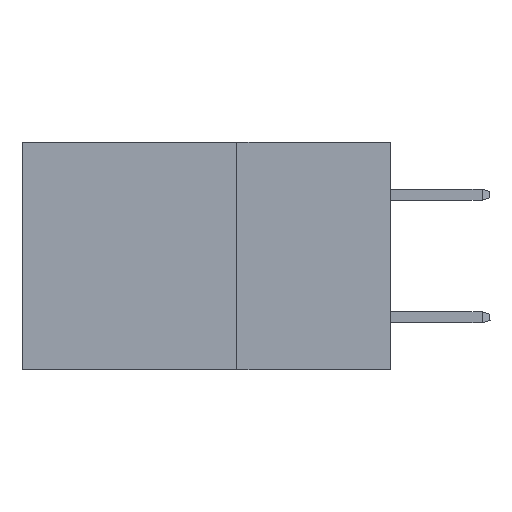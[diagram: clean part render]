
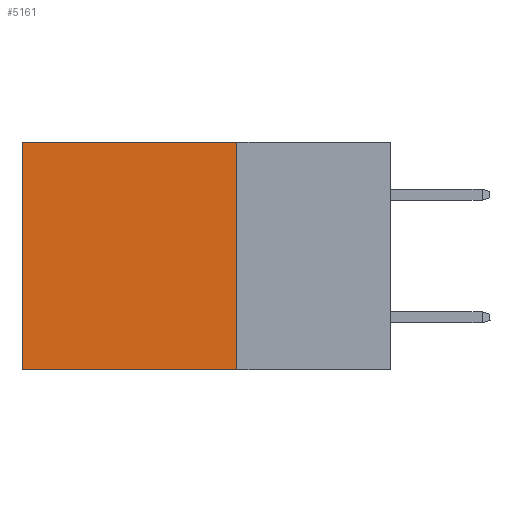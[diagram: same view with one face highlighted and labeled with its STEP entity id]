
A CAD part, left-side view. The second image highlights one B-rep face of the part: STEP entity #5161.
In plain terms, the highlighted planar face has unit normal (-1, 0, 0).
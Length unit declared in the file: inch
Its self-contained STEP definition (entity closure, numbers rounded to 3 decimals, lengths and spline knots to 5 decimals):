
#1490 = DIRECTION ( 'NONE',  ( 0., 1., 0. ) ) ;
#2184 = DIRECTION ( 'NONE',  ( 1., 0., 0. ) ) ;
#2241 = VERTEX_POINT ( 'NONE', #14495 ) ;
#5161 = ADVANCED_FACE ( 'NONE', ( #17920 ), #35833, .F. ) ;
#6175 = LINE ( 'NONE', #32847, #15387 ) ;
#7044 = ORIENTED_EDGE ( 'NONE', *, *, #16261, .F. ) ;
#7970 = VERTEX_POINT ( 'NONE', #20970 ) ;
#8445 = CARTESIAN_POINT ( 'NONE',  ( 0.2875, 0.25, -0.37 ) ) ;
#10460 = DIRECTION ( 'NONE',  ( 0., 0., -1. ) ) ;
#10824 = VECTOR ( 'NONE', #10460, 39.37008 ) ;
#13641 = CARTESIAN_POINT ( 'NONE',  ( 0.2875, 0.25, 0. ) ) ;
#13651 = EDGE_CURVE ( 'NONE', #7970, #32379, #35525, .T. ) ;
#14495 = CARTESIAN_POINT ( 'NONE',  ( 0.2875, 0.6, -0.37 ) ) ;
#14738 = DIRECTION ( 'NONE',  ( 0., 0., -1. ) ) ;
#15387 = VECTOR ( 'NONE', #14738, 39.37008 ) ;
#16261 = EDGE_CURVE ( 'NONE', #25753, #2241, #20647, .T. ) ;
#16717 = ORIENTED_EDGE ( 'NONE', *, *, #13651, .T. ) ;
#17920 = FACE_OUTER_BOUND ( 'NONE', #19706, .T. ) ;
#18461 = VECTOR ( 'NONE', #32587, 39.37008 ) ;
#19706 = EDGE_LOOP ( 'NONE', ( #32224, #7044, #25687, #16717 ) ) ;
#20453 = CARTESIAN_POINT ( 'NONE',  ( 0.2875, 0.25, -0.37 ) ) ;
#20647 = LINE ( 'NONE', #20453, #18461 ) ;
#20910 = DIRECTION ( 'NONE',  ( 0., 0., -1. ) ) ;
#20970 = CARTESIAN_POINT ( 'NONE',  ( 0.2875, 0.25, 0. ) ) ;
#21479 = VECTOR ( 'NONE', #1490, 39.37008 ) ;
#25687 = ORIENTED_EDGE ( 'NONE', *, *, #32317, .F. ) ;
#25753 = VERTEX_POINT ( 'NONE', #8445 ) ;
#25794 = LINE ( 'NONE', #37734, #10824 ) ;
#26373 = CARTESIAN_POINT ( 'NONE',  ( 0.2875, 0.6, 0. ) ) ;
#32224 = ORIENTED_EDGE ( 'NONE', *, *, #36565, .T. ) ;
#32317 = EDGE_CURVE ( 'NONE', #7970, #25753, #25794, .T. ) ;
#32379 = VERTEX_POINT ( 'NONE', #26373 ) ;
#32587 = DIRECTION ( 'NONE',  ( 0., 1., 0. ) ) ;
#32847 = CARTESIAN_POINT ( 'NONE',  ( 0.2875, 0.6, 0. ) ) ;
#32959 = AXIS2_PLACEMENT_3D ( 'NONE', #38622, #2184, #20910 ) ;
#35525 = LINE ( 'NONE', #13641, #21479 ) ;
#35833 = PLANE ( 'NONE',  #32959 ) ;
#36565 = EDGE_CURVE ( 'NONE', #32379, #2241, #6175, .T. ) ;
#37734 = CARTESIAN_POINT ( 'NONE',  ( 0.2875, 0.25, 0. ) ) ;
#38622 = CARTESIAN_POINT ( 'NONE',  ( 0.2875, 0.25, 0. ) ) ;
